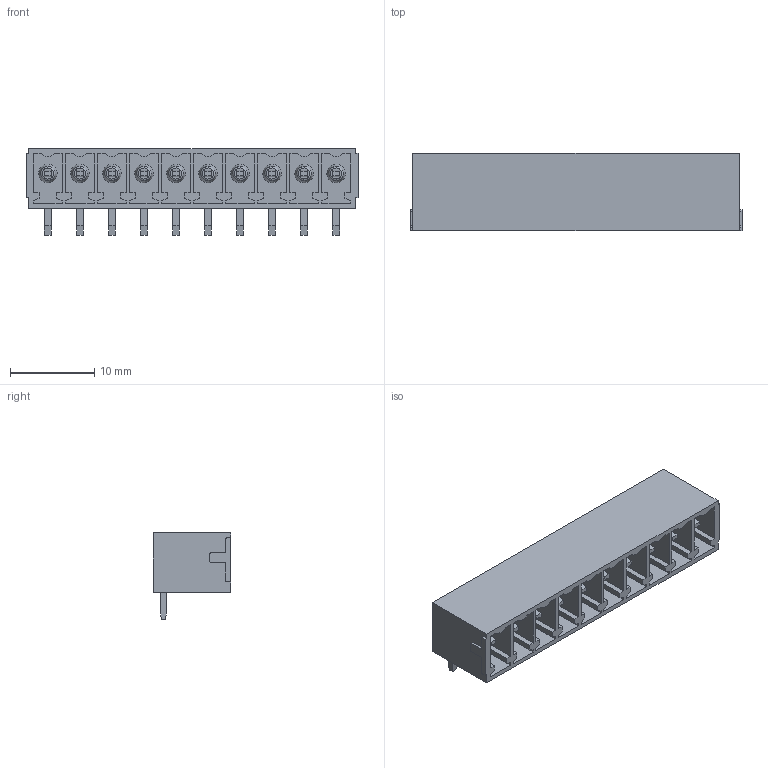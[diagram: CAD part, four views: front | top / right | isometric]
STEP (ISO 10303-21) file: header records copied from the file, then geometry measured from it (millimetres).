
FILE_DESCRIPTION(('CATIA V5 STEP Exchange','CAx-IF Rec.Pracs.--- Model Styling and Organization---1.2---2011-12-15'),'2;1');
FILE_NAME ('D1447371_0_1036570000_1036570000.stp','2018-10-12T06:26:14+00:00',('none'),('Weidmueller'),'CATIA Version 5-6 Release 2014','CATIA V5 STEP AP214','none');
FILE_SCHEMA(('AUTOMOTIVE_DESIGN { 1 0 10303 214 1 1 1 1 }'));
Length unit declared in the file: millimetre
Products named in the file (1): 1036570000
Bounding box: 39.49 x 9.2 x 10.3 mm (x, y, z)
Volume: 1090.9 mm3; surface area: 3716.9 mm2
Topology: 11 solids, 11 shells, 674 faces, 1896 edges, 1264 vertices
Faces by surface type: plane 606, cylinder 28, cone 20, torus 20
Entity records: 19379 total; most frequent: ORIENTED_EDGE 3792, CARTESIAN_POINT 3443, DIRECTION 2460, EDGE_CURVE 1896, VECTOR 1760, LINE 1760, VERTEX_POINT 1264, EDGE_LOOP 714
